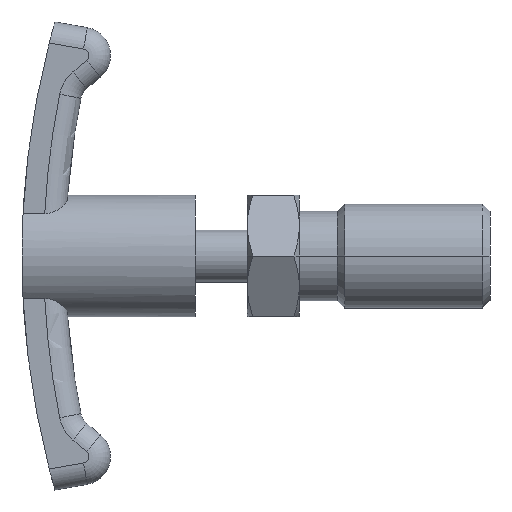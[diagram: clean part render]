
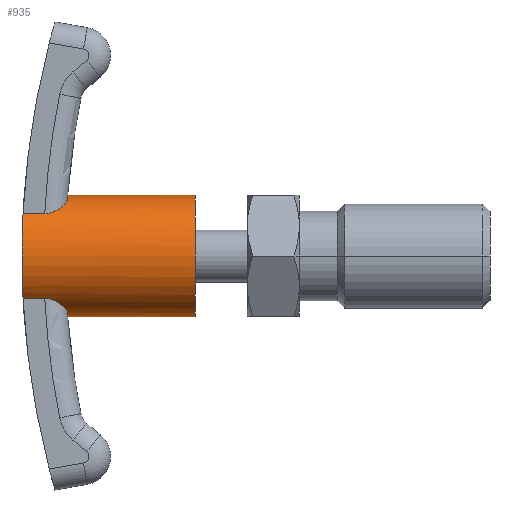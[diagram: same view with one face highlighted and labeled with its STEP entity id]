
A CAD part, left-side view. The second image highlights one B-rep face of the part: STEP entity #935.
In plain terms, the highlighted cylindrical face has radius 7 mm (diameter 14 mm), a partial arc.
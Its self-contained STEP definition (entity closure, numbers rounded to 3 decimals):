
#415=EDGE_CURVE('',#625,#457,#1163,.T.);
#431=EDGE_CURVE('',#635,#625,#1181,.T.);
#457=VERTEX_POINT('',#1209);
#519=EDGE_CURVE('',#1097,#1047,#1280,.T.);
#625=VERTEX_POINT('',#1399);
#633=EDGE_CURVE('',#853,#775,#1407,.T.);
#635=VERTEX_POINT('',#1409);
#681=VERTEX_POINT('',#1459);
#695=VERTEX_POINT('',#1475);
#707=EDGE_CURVE('',#457,#775,#1487,.T.);
#715=EDGE_CURVE('',#825,#681,#1495,.T.);
#775=VERTEX_POINT('',#1564);
#797=EDGE_CURVE('',#681,#853,#1588,.T.);
#825=VERTEX_POINT('',#1619);
#845=EDGE_CURVE('',#825,#695,#1640,.T.);
#853=VERTEX_POINT('',#1649);
#899=EDGE_CURVE('',#975,#635,#1698,.T.);
#925=EDGE_CURVE('',#1047,#975,#1728,.T.);
#935=ADVANCED_FACE('',(#1738),#1739,.T.);
#975=VERTEX_POINT('',#1787);
#1047=VERTEX_POINT('',#1865);
#1097=VERTEX_POINT('',#1921);
#1099=EDGE_CURVE('',#695,#1097,#1923,.T.);
#1163=B_SPLINE_CURVE_WITH_KNOTS('',3,(#1989,#1990,#1991,#1992,#1993,#1994,#1995,#1996,#1997,#1998,#1999,#2000),.UNSPECIFIED.,.F.,.F.,(4,2,2,2,2,4),(0.0,0.694,1.5,2.572,3.449,4.305),.UNSPECIFIED.);
#1181=LINE('',#2021,#2022);
#1209=CARTESIAN_POINT('',(-2.5,26.769,-6.538));
#1280=LINE('',#2203,#2204);
#1399=CARTESIAN_POINT('',(-5.0,29.374,-4.899));
#1407=LINE('',#2433,#2434);
#1409=CARTESIAN_POINT('',(-5.0,31.877,-4.899));
#1459=CARTESIAN_POINT('',(0.,12.0,7.0));
#1475=CARTESIAN_POINT('',(-2.5,26.769,6.538));
#1487=B_SPLINE_CURVE_WITH_KNOTS('',3,(#2569,#2570,#2571,#2572,#2573,#2574,#2575,#2576,#2577,#2578),.UNSPECIFIED.,.F.,.F.,(4,2,2,2,4),(18.465,19.784,21.103,22.422,23.741),.UNSPECIFIED.);
#1495=LINE('',#2599,#2600);
#1564=CARTESIAN_POINT('',(0.,26.735,-7.0));
#1588=CIRCLE('',#2769,7.0);
#1619=CARTESIAN_POINT('',(0.,26.735,7.0));
#1640=B_SPLINE_CURVE_WITH_KNOTS('',3,(#2894,#2895,#2896,#2897,#2898,#2899,#2900,#2901,#2902,#2903,#2904),.UNSPECIFIED.,.F.,.F.,(4,2,3,2,4),(-2.638,-1.319,0.0,1.319,2.638),.UNSPECIFIED.);
#1649=CARTESIAN_POINT('',(0.,12.0,-7.0));
#1698=B_SPLINE_CURVE_WITH_KNOTS('',3,(#3023,#3024,#3025,#3026,#3027,#3028,#3029,#3030,#3031,#3032),.UNSPECIFIED.,.F.,.F.,(4,2,2,2,4),(10.551,11.87,13.189,14.508,15.755),.UNSPECIFIED.);
#1728=B_SPLINE_CURVE_WITH_KNOTS('',3,(#3074,#3075,#3076,#3077,#3078,#3079,#3080,#3081,#3082,#3083),.UNSPECIFIED.,.F.,.F.,(4,2,2,2,4),(5.347,6.594,7.913,9.232,10.551),.UNSPECIFIED.);
#1738=FACE_OUTER_BOUND('',#3094,.T.);
#1739=CYLINDRICAL_SURFACE('',#3095,7.0);
#1787=CARTESIAN_POINT('',(-7.0,32.0,0.));
#1865=CARTESIAN_POINT('',(-5.0,31.877,4.899));
#1921=CARTESIAN_POINT('',(-5.0,29.374,4.899));
#1923=B_SPLINE_CURVE_WITH_KNOTS('',3,(#3438,#3439,#3440,#3441,#3442,#3443,#3444,#3445,#3446,#3447,#3448,#3449),.UNSPECIFIED.,.F.,.F.,(4,2,2,2,2,4),(0.0,1.035,2.267,3.434,4.018,4.591),.UNSPECIFIED.);
#1989=CARTESIAN_POINT('',(-4.997,29.5,-4.902));
#1990=CARTESIAN_POINT('',(-5.008,29.269,-4.89));
#1991=CARTESIAN_POINT('',(-4.988,29.041,-4.912));
#1992=CARTESIAN_POINT('',(-4.882,28.565,-5.017));
#1993=CARTESIAN_POINT('',(-4.788,28.326,-5.109));
#1994=CARTESIAN_POINT('',(-4.509,27.824,-5.359));
#1995=CARTESIAN_POINT('',(-4.295,27.565,-5.537));
#1996=CARTESIAN_POINT('',(-3.821,27.176,-5.871));
#1997=CARTESIAN_POINT('',(-3.58,27.033,-6.023));
#1998=CARTESIAN_POINT('',(-3.062,26.835,-6.302));
#1999=CARTESIAN_POINT('',(-2.786,26.777,-6.429));
#2000=CARTESIAN_POINT('',(-2.5,26.769,-6.538));
#2021=CARTESIAN_POINT('',(-5.0,28.139,-4.899));
#2022=VECTOR('',#3531,1.0);
#2203=CARTESIAN_POINT('',(-5.0,28.139,4.899));
#2204=VECTOR('',#3657,1.0);
#2433=CARTESIAN_POINT('',(0.,22.5,-7.0));
#2434=VECTOR('',#3828,1.0);
#2569=CARTESIAN_POINT('',(-2.679,26.774,-6.467));
#2570=CARTESIAN_POINT('',(-2.248,26.762,-6.646));
#2571=CARTESIAN_POINT('',(-1.798,26.752,-6.781));
#2572=CARTESIAN_POINT('',(-0.894,26.739,-6.958));
#2573=CARTESIAN_POINT('',(-0.44,26.735,-7.0));
#2574=CARTESIAN_POINT('',(0.44,26.735,-7.0));
#2575=CARTESIAN_POINT('',(0.894,26.739,-6.958));
#2576=CARTESIAN_POINT('',(1.798,26.752,-6.781));
#2577=CARTESIAN_POINT('',(2.248,26.762,-6.646));
#2578=CARTESIAN_POINT('',(2.679,26.774,-6.467));
#2599=CARTESIAN_POINT('',(0.,22.5,7.0));
#2600=VECTOR('',#3915,1.0);
#2769=AXIS2_PLACEMENT_3D('',#4034,#4035,#4036);
#2894=CARTESIAN_POINT('',(2.679,26.774,6.467));
#2895=CARTESIAN_POINT('',(2.248,26.762,6.646));
#2896=CARTESIAN_POINT('',(1.798,26.752,6.781));
#2897=CARTESIAN_POINT('',(0.894,26.739,6.958));
#2898=CARTESIAN_POINT('',(0.44,26.735,7.0));
#2899=CARTESIAN_POINT('',(0.,26.735,7.0));
#2900=CARTESIAN_POINT('',(-0.44,26.735,7.0));
#2901=CARTESIAN_POINT('',(-0.894,26.739,6.958));
#2902=CARTESIAN_POINT('',(-1.798,26.752,6.781));
#2903=CARTESIAN_POINT('',(-2.248,26.762,6.646));
#2904=CARTESIAN_POINT('',(-2.679,26.774,6.467));
#3023=CARTESIAN_POINT('',(-7.0,32.0,0.));
#3024=CARTESIAN_POINT('',(-7.0,32.0,-0.44));
#3025=CARTESIAN_POINT('',(-6.958,31.997,-0.894));
#3026=CARTESIAN_POINT('',(-6.781,31.984,-1.798));
#3027=CARTESIAN_POINT('',(-6.646,31.975,-2.248));
#3028=CARTESIAN_POINT('',(-6.288,31.951,-3.11));
#3029=CARTESIAN_POINT('',(-6.066,31.937,-3.524));
#3030=CARTESIAN_POINT('',(-5.566,31.907,-4.267));
#3031=CARTESIAN_POINT('',(-5.292,31.892,-4.601));
#3032=CARTESIAN_POINT('',(-5.0,31.877,-4.899));
#3074=CARTESIAN_POINT('',(-5.0,31.877,4.899));
#3075=CARTESIAN_POINT('',(-5.292,31.892,4.601));
#3076=CARTESIAN_POINT('',(-5.566,31.907,4.267));
#3077=CARTESIAN_POINT('',(-6.066,31.937,3.524));
#3078=CARTESIAN_POINT('',(-6.288,31.951,3.11));
#3079=CARTESIAN_POINT('',(-6.646,31.975,2.248));
#3080=CARTESIAN_POINT('',(-6.781,31.984,1.798));
#3081=CARTESIAN_POINT('',(-6.958,31.997,0.894));
#3082=CARTESIAN_POINT('',(-7.0,32.0,0.44));
#3083=CARTESIAN_POINT('',(-7.0,32.0,0.));
#3094=EDGE_LOOP('',(#4173,#4174,#4175,#4176,#4177,#4178,#4179,#4180,#4181,#4182,#4183));
#3095=AXIS2_PLACEMENT_3D('',#4184,#4185,#4186);
#3438=CARTESIAN_POINT('',(-2.5,26.769,6.538));
#3439=CARTESIAN_POINT('',(-2.822,26.778,6.415));
#3440=CARTESIAN_POINT('',(-3.131,26.85,6.269));
#3441=CARTESIAN_POINT('',(-3.749,27.116,5.924));
#3442=CARTESIAN_POINT('',(-4.049,27.331,5.718));
#3443=CARTESIAN_POINT('',(-4.528,27.848,5.346));
#3444=CARTESIAN_POINT('',(-4.711,28.143,5.18));
#3445=CARTESIAN_POINT('',(-4.893,28.626,5.006));
#3446=CARTESIAN_POINT('',(-4.94,28.796,4.96));
#3447=CARTESIAN_POINT('',(-4.996,29.146,4.903));
#3448=CARTESIAN_POINT('',(-5.006,29.322,4.893));
#3449=CARTESIAN_POINT('',(-4.997,29.5,4.902));
#3531=DIRECTION('',(0.0,-1.0,0.0));
#3657=DIRECTION('',(0.0,1.0,0.0));
#3828=DIRECTION('',(0.0,1.0,0.0));
#3915=DIRECTION('',(-0.0,-1.0,-0.0));
#4034=CARTESIAN_POINT('',(0.0,12.0,0.0));
#4035=DIRECTION('',(0.0,-1.0,0.0));
#4036=DIRECTION('',(0.,0.0,-1.0));
#4173=ORIENTED_EDGE('',*,*,#633,.F.);
#4174=ORIENTED_EDGE('',*,*,#797,.F.);
#4175=ORIENTED_EDGE('',*,*,#715,.F.);
#4176=ORIENTED_EDGE('',*,*,#845,.T.);
#4177=ORIENTED_EDGE('',*,*,#1099,.T.);
#4178=ORIENTED_EDGE('',*,*,#519,.T.);
#4179=ORIENTED_EDGE('',*,*,#925,.T.);
#4180=ORIENTED_EDGE('',*,*,#899,.T.);
#4181=ORIENTED_EDGE('',*,*,#431,.T.);
#4182=ORIENTED_EDGE('',*,*,#415,.T.);
#4183=ORIENTED_EDGE('',*,*,#707,.T.);
#4184=CARTESIAN_POINT('',(0.0,22.5,0.0));
#4185=DIRECTION('',(-0.0,-1.0,-0.0));
#4186=DIRECTION('',(0.,0.0,-1.0));
